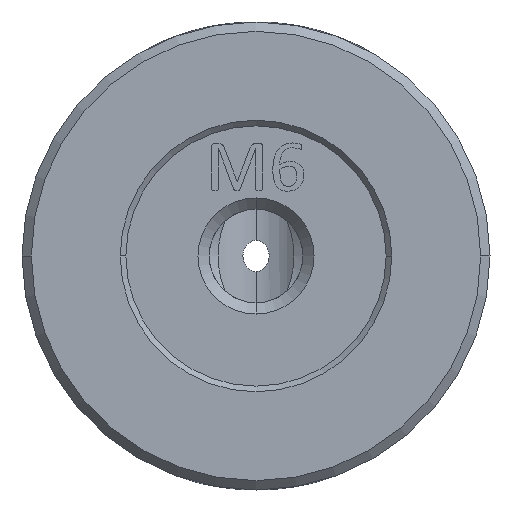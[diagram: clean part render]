
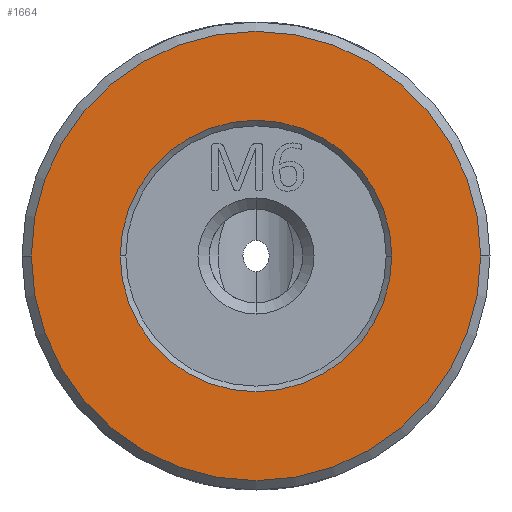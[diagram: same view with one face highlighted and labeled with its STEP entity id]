
A CAD part, left-side view. The second image highlights one B-rep face of the part: STEP entity #1664.
In plain terms, the highlighted planar face has unit normal (-1, 0, 0).
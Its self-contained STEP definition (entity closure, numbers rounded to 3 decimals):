
#46 = CIRCLE ( 'NONE', #9160, 7.25 ) ;
#589 = DIRECTION ( 'NONE',  ( 1., 0., 0. ) ) ;
#1160 = DIRECTION ( 'NONE',  ( -1., 0., 0. ) ) ;
#1664 = ADVANCED_FACE ( 'NONE', ( #12003, #2227 ), #6558, .T. ) ;
#1685 = CARTESIAN_POINT ( 'NONE',  ( -19.725, 8.539, 2.763 ) ) ;
#1745 = EDGE_CURVE ( 'NONE', #8390, #13492, #46, .T. ) ;
#1755 = AXIS2_PLACEMENT_3D ( 'NONE', #5671, #10029, #11026 ) ;
#1853 = CIRCLE ( 'NONE', #6611, 7.25 ) ;
#2227 = FACE_OUTER_BOUND ( 'NONE', #8404, .T. ) ;
#3017 = CARTESIAN_POINT ( 'NONE',  ( -19.725, -3.461, 2.763 ) ) ;
#3972 = CARTESIAN_POINT ( 'NONE',  ( -19.725, 8.539, 2.763 ) ) ;
#4182 = ORIENTED_EDGE ( 'NONE', *, *, #1745, .T. ) ;
#5671 = CARTESIAN_POINT ( 'NONE',  ( -19.725, 8.539, 2.763 ) ) ;
#6025 = DIRECTION ( 'NONE',  ( 1., 0., 0. ) ) ;
#6242 = VERTEX_POINT ( 'NONE', #12227 ) ;
#6430 = AXIS2_PLACEMENT_3D ( 'NONE', #1685, #13671, #9302 ) ;
#6558 = PLANE ( 'NONE',  #7777 ) ;
#6611 = AXIS2_PLACEMENT_3D ( 'NONE', #3972, #6025, #10386 ) ;
#6627 = EDGE_CURVE ( 'NONE', #13492, #8390, #1853, .T. ) ;
#7700 = DIRECTION ( 'NONE',  ( 0., 1., 0. ) ) ;
#7777 = AXIS2_PLACEMENT_3D ( 'NONE', #10916, #1160, #7700 ) ;
#7888 = CIRCLE ( 'NONE', #1755, 12. ) ;
#8358 = EDGE_CURVE ( 'NONE', #6242, #9826, #10541, .T. ) ;
#8390 = VERTEX_POINT ( 'NONE', #9237 ) ;
#8404 = EDGE_LOOP ( 'NONE', ( #13436, #10488 ) ) ;
#9160 = AXIS2_PLACEMENT_3D ( 'NONE', #12295, #589, #13366 ) ;
#9237 = CARTESIAN_POINT ( 'NONE',  ( -19.725, 1.289, 2.763 ) ) ;
#9302 = DIRECTION ( 'NONE',  ( 0., -1., 0. ) ) ;
#9826 = VERTEX_POINT ( 'NONE', #3017 ) ;
#10029 = DIRECTION ( 'NONE',  ( -1., 0., 0. ) ) ;
#10386 = DIRECTION ( 'NONE',  ( 0., -1., 0. ) ) ;
#10488 = ORIENTED_EDGE ( 'NONE', *, *, #13629, .T. ) ;
#10541 = CIRCLE ( 'NONE', #6430, 12. ) ;
#10662 = CARTESIAN_POINT ( 'NONE',  ( -19.725, 15.789, 2.763 ) ) ;
#10916 = CARTESIAN_POINT ( 'NONE',  ( -19.725, 8.539, 2.763 ) ) ;
#11026 = DIRECTION ( 'NONE',  ( 0., -1., 0. ) ) ;
#11783 = ORIENTED_EDGE ( 'NONE', *, *, #6627, .T. ) ;
#12003 = FACE_BOUND ( 'NONE', #12422, .T. ) ;
#12227 = CARTESIAN_POINT ( 'NONE',  ( -19.725, 20.539, 2.763 ) ) ;
#12295 = CARTESIAN_POINT ( 'NONE',  ( -19.725, 8.539, 2.763 ) ) ;
#12422 = EDGE_LOOP ( 'NONE', ( #4182, #11783 ) ) ;
#13366 = DIRECTION ( 'NONE',  ( 0., -1., 0. ) ) ;
#13436 = ORIENTED_EDGE ( 'NONE', *, *, #8358, .T. ) ;
#13492 = VERTEX_POINT ( 'NONE', #10662 ) ;
#13629 = EDGE_CURVE ( 'NONE', #9826, #6242, #7888, .T. ) ;
#13671 = DIRECTION ( 'NONE',  ( -1., 0., 0. ) ) ;
